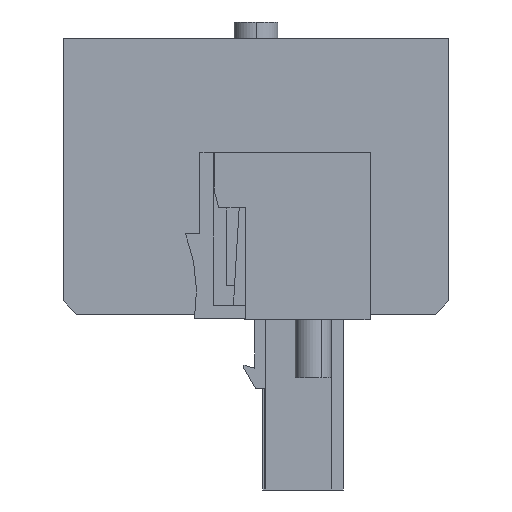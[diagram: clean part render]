
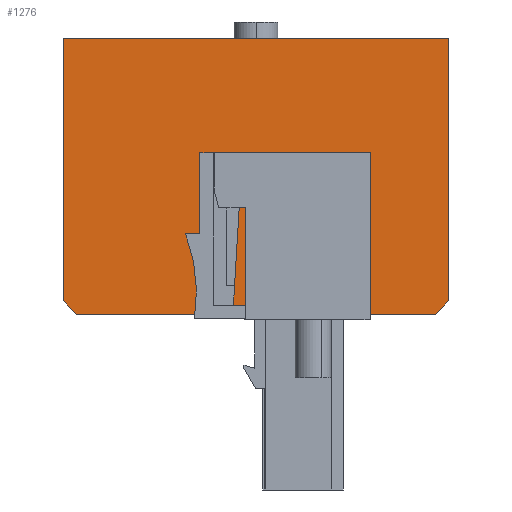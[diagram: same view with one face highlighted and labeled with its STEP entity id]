
A CAD part, left-side view. The second image highlights one B-rep face of the part: STEP entity #1276.
In plain terms, the highlighted planar face has unit normal (-1, 0, 0).
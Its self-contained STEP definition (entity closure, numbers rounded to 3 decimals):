
#1124=AXIS2_PLACEMENT_3D('Plane Axis2P3D',#1121,#1122,#1123) ;
#144=CARTESIAN_POINT('Vertex',(7.32,35.05,41.05)) ;
#147=CARTESIAN_POINT('Line Origine',(7.32,17.525,41.05)) ;
#151=CARTESIAN_POINT('Vertex',(7.32,0.,41.05)) ;
#833=CARTESIAN_POINT('Vertex',(7.32,35.05,17.2)) ;
#836=CARTESIAN_POINT('Line Origine',(7.32,35.05,29.125)) ;
#1121=CARTESIAN_POINT('Axis2P3D Location',(7.32,0.,0.)) ;
#1126=CARTESIAN_POINT('Line Origine',(7.32,0.,29.125)) ;
#1130=CARTESIAN_POINT('Vertex',(7.32,0.,17.2)) ;
#1133=CARTESIAN_POINT('Line Origine',(7.32,34.45,16.6)) ;
#1137=CARTESIAN_POINT('Vertex',(7.32,33.85,16.)) ;
#1140=CARTESIAN_POINT('Line Origine',(7.32,26.2,16.)) ;
#1144=CARTESIAN_POINT('Vertex',(7.32,18.55,16.)) ;
#1147=CARTESIAN_POINT('Line Origine',(7.32,18.55,15.75)) ;
#1151=CARTESIAN_POINT('Vertex',(7.32,18.55,15.5)) ;
#1154=CARTESIAN_POINT('Line Origine',(7.32,13.525,15.5)) ;
#1158=CARTESIAN_POINT('Vertex',(7.32,8.5,15.5)) ;
#1161=CARTESIAN_POINT('Line Origine',(7.32,8.5,15.75)) ;
#1165=CARTESIAN_POINT('Vertex',(7.32,8.5,16.)) ;
#1168=CARTESIAN_POINT('Line Origine',(7.32,4.85,16.)) ;
#1172=CARTESIAN_POINT('Vertex',(7.32,1.2,16.)) ;
#1175=CARTESIAN_POINT('Line Origine',(7.32,0.6,16.6)) ;
#1192=CARTESIAN_POINT('Line Origine',(7.32,7.15,23.075)) ;
#1196=CARTESIAN_POINT('Vertex',(7.32,7.15,17.15)) ;
#1198=CARTESIAN_POINT('Vertex',(7.32,7.15,29.)) ;
#1201=CARTESIAN_POINT('Line Origine',(7.32,12.827,17.15)) ;
#1205=CARTESIAN_POINT('Vertex',(7.32,18.503,17.15)) ;
#1208=CARTESIAN_POINT('Line Origine',(7.32,18.503,23.075)) ;
#1212=CARTESIAN_POINT('Vertex',(7.32,18.503,29.)) ;
#1215=CARTESIAN_POINT('Line Origine',(7.32,12.827,29.)) ;
#1226=CARTESIAN_POINT('Line Origine',(7.32,20.31,27.45)) ;
#1230=CARTESIAN_POINT('Vertex',(7.32,20.31,29.2)) ;
#1232=CARTESIAN_POINT('Vertex',(7.32,20.31,25.7)) ;
#1235=CARTESIAN_POINT('Line Origine',(7.32,20.609,25.7)) ;
#1239=CARTESIAN_POINT('Vertex',(7.32,20.908,25.7)) ;
#1242=CARTESIAN_POINT('Line Origine',(7.32,21.109,26.45)) ;
#1246=CARTESIAN_POINT('Vertex',(7.32,21.31,27.2)) ;
#1249=CARTESIAN_POINT('Line Origine',(7.32,21.31,28.95)) ;
#1253=CARTESIAN_POINT('Vertex',(7.32,21.31,30.7)) ;
#1256=CARTESIAN_POINT('Line Origine',(7.32,21.011,30.7)) ;
#1260=CARTESIAN_POINT('Vertex',(7.32,20.712,30.7)) ;
#1263=CARTESIAN_POINT('Line Origine',(7.32,20.511,29.95)) ;
#148=DIRECTION('Vector Direction',(0.,1.,0.)) ;
#837=DIRECTION('Vector Direction',(0.,0.,-1.)) ;
#1122=DIRECTION('Axis2P3D Direction',(-1.,0.,0.)) ;
#1123=DIRECTION('Axis2P3D XDirection',(0.,0.,1.)) ;
#1127=DIRECTION('Vector Direction',(0.,0.,1.)) ;
#1134=DIRECTION('Vector Direction',(0.,-0.707,-0.707)) ;
#1141=DIRECTION('Vector Direction',(0.,-1.,0.)) ;
#1148=DIRECTION('Vector Direction',(0.,0.,-1.)) ;
#1155=DIRECTION('Vector Direction',(0.,-1.,0.)) ;
#1162=DIRECTION('Vector Direction',(0.,0.,-1.)) ;
#1169=DIRECTION('Vector Direction',(0.,-1.,0.)) ;
#1176=DIRECTION('Vector Direction',(0.,-0.707,0.707)) ;
#1193=DIRECTION('Vector Direction',(0.,0.,1.)) ;
#1202=DIRECTION('Vector Direction',(0.,1.,0.)) ;
#1209=DIRECTION('Vector Direction',(0.,0.,-1.)) ;
#1216=DIRECTION('Vector Direction',(0.,-1.,0.)) ;
#1227=DIRECTION('Vector Direction',(0.,0.,-1.)) ;
#1236=DIRECTION('Vector Direction',(0.,1.,0.)) ;
#1243=DIRECTION('Vector Direction',(0.,-0.259,-0.966)) ;
#1250=DIRECTION('Vector Direction',(0.,0.,1.)) ;
#1257=DIRECTION('Vector Direction',(0.,1.,0.)) ;
#1264=DIRECTION('Vector Direction',(0.,0.259,0.966)) ;
#149=VECTOR('Line Direction',#148,1.) ;
#838=VECTOR('Line Direction',#837,1.) ;
#1128=VECTOR('Line Direction',#1127,1.) ;
#1135=VECTOR('Line Direction',#1134,1.) ;
#1142=VECTOR('Line Direction',#1141,1.) ;
#1149=VECTOR('Line Direction',#1148,1.) ;
#1156=VECTOR('Line Direction',#1155,1.) ;
#1163=VECTOR('Line Direction',#1162,1.) ;
#1170=VECTOR('Line Direction',#1169,1.) ;
#1177=VECTOR('Line Direction',#1176,1.) ;
#1194=VECTOR('Line Direction',#1193,1.) ;
#1203=VECTOR('Line Direction',#1202,1.) ;
#1210=VECTOR('Line Direction',#1209,1.) ;
#1217=VECTOR('Line Direction',#1216,1.) ;
#1228=VECTOR('Line Direction',#1227,1.) ;
#1237=VECTOR('Line Direction',#1236,1.) ;
#1244=VECTOR('Line Direction',#1243,1.) ;
#1251=VECTOR('Line Direction',#1250,1.) ;
#1258=VECTOR('Line Direction',#1257,1.) ;
#1265=VECTOR('Line Direction',#1264,1.) ;
#1181=ORIENTED_EDGE('',*,*,#1132,.T.) ;
#1182=ORIENTED_EDGE('',*,*,#153,.T.) ;
#1183=ORIENTED_EDGE('',*,*,#840,.T.) ;
#1184=ORIENTED_EDGE('',*,*,#1139,.T.) ;
#1185=ORIENTED_EDGE('',*,*,#1146,.T.) ;
#1186=ORIENTED_EDGE('',*,*,#1153,.T.) ;
#1187=ORIENTED_EDGE('',*,*,#1160,.T.) ;
#1188=ORIENTED_EDGE('',*,*,#1167,.T.) ;
#1189=ORIENTED_EDGE('',*,*,#1174,.T.) ;
#1190=ORIENTED_EDGE('',*,*,#1179,.T.) ;
#1221=ORIENTED_EDGE('',*,*,#1200,.F.) ;
#1222=ORIENTED_EDGE('',*,*,#1207,.T.) ;
#1223=ORIENTED_EDGE('',*,*,#1214,.F.) ;
#1224=ORIENTED_EDGE('',*,*,#1219,.F.) ;
#1269=ORIENTED_EDGE('',*,*,#1234,.T.) ;
#1270=ORIENTED_EDGE('',*,*,#1241,.F.) ;
#1271=ORIENTED_EDGE('',*,*,#1248,.T.) ;
#1272=ORIENTED_EDGE('',*,*,#1255,.F.) ;
#1273=ORIENTED_EDGE('',*,*,#1262,.F.) ;
#1274=ORIENTED_EDGE('',*,*,#1267,.T.) ;
#1225=FACE_BOUND('',#1220,.T.) ;
#1275=FACE_BOUND('',#1268,.T.) ;
#1276=ADVANCED_FACE('HOUSING',(#1191,#1225,#1275),#1125,.T.) ;
#153=EDGE_CURVE('',#152,#145,#150,.T.) ;
#840=EDGE_CURVE('',#145,#834,#839,.T.) ;
#1132=EDGE_CURVE('',#1131,#152,#1129,.T.) ;
#1139=EDGE_CURVE('',#834,#1138,#1136,.T.) ;
#1146=EDGE_CURVE('',#1138,#1145,#1143,.T.) ;
#1153=EDGE_CURVE('',#1145,#1152,#1150,.T.) ;
#1160=EDGE_CURVE('',#1152,#1159,#1157,.T.) ;
#1167=EDGE_CURVE('',#1159,#1166,#1164,.F.) ;
#1174=EDGE_CURVE('',#1166,#1173,#1171,.T.) ;
#1179=EDGE_CURVE('',#1173,#1131,#1178,.T.) ;
#1200=EDGE_CURVE('',#1197,#1199,#1195,.T.) ;
#1207=EDGE_CURVE('',#1197,#1206,#1204,.T.) ;
#1214=EDGE_CURVE('',#1213,#1206,#1211,.T.) ;
#1219=EDGE_CURVE('',#1199,#1213,#1218,.F.) ;
#1234=EDGE_CURVE('',#1231,#1233,#1229,.T.) ;
#1241=EDGE_CURVE('',#1240,#1233,#1238,.F.) ;
#1248=EDGE_CURVE('',#1240,#1247,#1245,.F.) ;
#1255=EDGE_CURVE('',#1254,#1247,#1252,.F.) ;
#1262=EDGE_CURVE('',#1261,#1254,#1259,.T.) ;
#1267=EDGE_CURVE('',#1261,#1231,#1266,.F.) ;
#1180=EDGE_LOOP('',(#1181,#1182,#1183,#1184,#1185,#1186,#1187,#1188,#1189,#1190)) ;
#1220=EDGE_LOOP('',(#1221,#1222,#1223,#1224)) ;
#1268=EDGE_LOOP('',(#1269,#1270,#1271,#1272,#1273,#1274)) ;
#1191=FACE_OUTER_BOUND('',#1180,.T.) ;
#150=LINE('Line',#147,#149) ;
#839=LINE('Line',#836,#838) ;
#1129=LINE('Line',#1126,#1128) ;
#1136=LINE('Line',#1133,#1135) ;
#1143=LINE('Line',#1140,#1142) ;
#1150=LINE('Line',#1147,#1149) ;
#1157=LINE('Line',#1154,#1156) ;
#1164=LINE('Line',#1161,#1163) ;
#1171=LINE('Line',#1168,#1170) ;
#1178=LINE('Line',#1175,#1177) ;
#1195=LINE('Line',#1192,#1194) ;
#1204=LINE('Line',#1201,#1203) ;
#1211=LINE('Line',#1208,#1210) ;
#1218=LINE('Line',#1215,#1217) ;
#1229=LINE('Line',#1226,#1228) ;
#1238=LINE('Line',#1235,#1237) ;
#1245=LINE('Line',#1242,#1244) ;
#1252=LINE('Line',#1249,#1251) ;
#1259=LINE('Line',#1256,#1258) ;
#1266=LINE('Line',#1263,#1265) ;
#1125=PLANE('',#1124) ;
#145=VERTEX_POINT('',#144) ;
#152=VERTEX_POINT('',#151) ;
#834=VERTEX_POINT('',#833) ;
#1131=VERTEX_POINT('',#1130) ;
#1138=VERTEX_POINT('',#1137) ;
#1145=VERTEX_POINT('',#1144) ;
#1152=VERTEX_POINT('',#1151) ;
#1159=VERTEX_POINT('',#1158) ;
#1166=VERTEX_POINT('',#1165) ;
#1173=VERTEX_POINT('',#1172) ;
#1197=VERTEX_POINT('',#1196) ;
#1199=VERTEX_POINT('',#1198) ;
#1206=VERTEX_POINT('',#1205) ;
#1213=VERTEX_POINT('',#1212) ;
#1231=VERTEX_POINT('',#1230) ;
#1233=VERTEX_POINT('',#1232) ;
#1240=VERTEX_POINT('',#1239) ;
#1247=VERTEX_POINT('',#1246) ;
#1254=VERTEX_POINT('',#1253) ;
#1261=VERTEX_POINT('',#1260) ;
